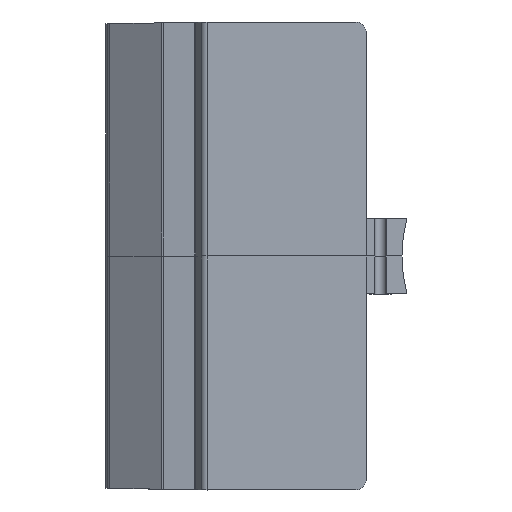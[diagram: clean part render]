
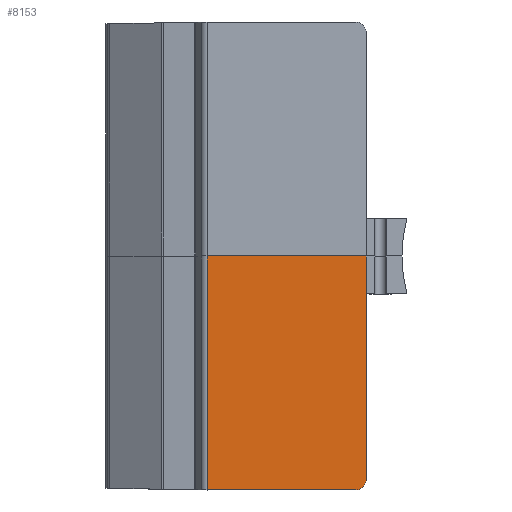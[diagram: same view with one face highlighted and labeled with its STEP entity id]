
A CAD part, top view. The second image highlights one B-rep face of the part: STEP entity #8153.
In plain terms, the highlighted planar face has unit normal (0, 0, 1).
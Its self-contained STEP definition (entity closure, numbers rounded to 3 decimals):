
#4680 = PLANE('',#4681);
#4681 = AXIS2_PLACEMENT_3D('',#4682,#4683,#4684);
#4682 = CARTESIAN_POINT('',(-1.862,-111.66,-4.301));
#4683 = DIRECTION('',(0.,-1.,0.));
#4684 = DIRECTION('',(0.,0.,-1.));
#4713 = CYLINDRICAL_SURFACE('',#4714,2.6);
#4714 = AXIS2_PLACEMENT_3D('',#4715,#4716,#4717);
#4715 = CARTESIAN_POINT('',(27.57,-109.06,0.));
#4716 = DIRECTION('',(0.,0.,1.));
#4717 = DIRECTION('',(1.,0.,0.));
#4741 = PLANE('',#4742);
#4742 = AXIS2_PLACEMENT_3D('',#4743,#4744,#4745);
#4743 = CARTESIAN_POINT('',(30.17,-111.66,0.));
#4744 = DIRECTION('',(1.,0.,0.));
#4745 = DIRECTION('',(0.,0.,1.));
#5117 = VERTEX_POINT('',#5118);
#5118 = CARTESIAN_POINT('',(-7.83,-111.66,0.));
#5156 = CYLINDRICAL_SURFACE('',#5157,1.665);
#5157 = AXIS2_PLACEMENT_3D('',#5158,#5159,#5160);
#5158 = CARTESIAN_POINT('',(-7.83,-111.66,-1.665));
#5159 = DIRECTION('',(0.,-1.,0.));
#5160 = DIRECTION('',(1.,0.,0.));
#6369 = EDGE_CURVE('',#5117,#6370,#6372,.T.);
#6370 = VERTEX_POINT('',#6371);
#6371 = CARTESIAN_POINT('',(27.57,-111.66,0.));
#6372 = SURFACE_CURVE('',#6373,(#6377,#6384),.PCURVE_S1.);
#6373 = LINE('',#6374,#6375);
#6374 = CARTESIAN_POINT('',(-7.83,-111.66,0.));
#6375 = VECTOR('',#6376,1.);
#6376 = DIRECTION('',(1.,0.,0.));
#6377 = PCURVE('',#4680,#6378);
#6378 = DEFINITIONAL_REPRESENTATION('',(#6379),#6383);
#6379 = LINE('',#6380,#6381);
#6380 = CARTESIAN_POINT('',(-4.301,-5.968));
#6381 = VECTOR('',#6382,1.);
#6382 = DIRECTION('',(-0.,1.));
#6383 = ( GEOMETRIC_REPRESENTATION_CONTEXT(2) 
PARAMETRIC_REPRESENTATION_CONTEXT() REPRESENTATION_CONTEXT('2D SPACE',''
  ) );
#6384 = PCURVE('',#6385,#6390);
#6385 = PLANE('',#6386);
#6386 = AXIS2_PLACEMENT_3D('',#6387,#6388,#6389);
#6387 = CARTESIAN_POINT('',(-7.83,-111.66,0.));
#6388 = DIRECTION('',(0.,0.,1.));
#6389 = DIRECTION('',(-1.,0.,0.));
#6390 = DEFINITIONAL_REPRESENTATION('',(#6391),#6395);
#6391 = LINE('',#6392,#6393);
#6392 = CARTESIAN_POINT('',(-0.,0.));
#6393 = VECTOR('',#6394,1.);
#6394 = DIRECTION('',(-1.,0.));
#6395 = ( GEOMETRIC_REPRESENTATION_CONTEXT(2) 
PARAMETRIC_REPRESENTATION_CONTEXT() REPRESENTATION_CONTEXT('2D SPACE',''
  ) );
#6835 = VERTEX_POINT('',#6836);
#6836 = CARTESIAN_POINT('',(30.17,-64.88,0.));
#6871 = PLANE('',#6872);
#6872 = AXIS2_PLACEMENT_3D('',#6873,#6874,#6875);
#6873 = CARTESIAN_POINT('',(32.17,-55.83,0.));
#6874 = DIRECTION('',(0.,0.,1.));
#6875 = DIRECTION('',(1.,0.,0.));
#6887 = VERTEX_POINT('',#6888);
#6888 = CARTESIAN_POINT('',(30.17,-109.06,0.));
#6909 = EDGE_CURVE('',#6887,#6835,#6910,.T.);
#6910 = SURFACE_CURVE('',#6911,(#6915,#6922),.PCURVE_S1.);
#6911 = LINE('',#6912,#6913);
#6912 = CARTESIAN_POINT('',(30.17,-111.66,0.));
#6913 = VECTOR('',#6914,1.);
#6914 = DIRECTION('',(0.,1.,0.));
#6915 = PCURVE('',#4741,#6916);
#6916 = DEFINITIONAL_REPRESENTATION('',(#6917),#6921);
#6917 = LINE('',#6918,#6919);
#6918 = CARTESIAN_POINT('',(-0.,0.));
#6919 = VECTOR('',#6920,1.);
#6920 = DIRECTION('',(-0.,-1.));
#6921 = ( GEOMETRIC_REPRESENTATION_CONTEXT(2) 
PARAMETRIC_REPRESENTATION_CONTEXT() REPRESENTATION_CONTEXT('2D SPACE',''
  ) );
#6922 = PCURVE('',#6385,#6923);
#6923 = DEFINITIONAL_REPRESENTATION('',(#6924),#6928);
#6924 = LINE('',#6925,#6926);
#6925 = CARTESIAN_POINT('',(-38.,0.));
#6926 = VECTOR('',#6927,1.);
#6927 = DIRECTION('',(0.,-1.));
#6928 = ( GEOMETRIC_REPRESENTATION_CONTEXT(2) 
PARAMETRIC_REPRESENTATION_CONTEXT() REPRESENTATION_CONTEXT('2D SPACE',''
  ) );
#6935 = EDGE_CURVE('',#6370,#6887,#6936,.T.);
#6936 = SURFACE_CURVE('',#6937,(#6942,#6949),.PCURVE_S1.);
#6937 = CIRCLE('',#6938,2.6);
#6938 = AXIS2_PLACEMENT_3D('',#6939,#6940,#6941);
#6939 = CARTESIAN_POINT('',(27.57,-109.06,0.));
#6940 = DIRECTION('',(0.,0.,1.));
#6941 = DIRECTION('',(1.,0.,0.));
#6942 = PCURVE('',#4713,#6943);
#6943 = DEFINITIONAL_REPRESENTATION('',(#6944),#6948);
#6944 = LINE('',#6945,#6946);
#6945 = CARTESIAN_POINT('',(0.,0.));
#6946 = VECTOR('',#6947,1.);
#6947 = DIRECTION('',(1.,0.));
#6948 = ( GEOMETRIC_REPRESENTATION_CONTEXT(2) 
PARAMETRIC_REPRESENTATION_CONTEXT() REPRESENTATION_CONTEXT('2D SPACE',''
  ) );
#6949 = PCURVE('',#6385,#6950);
#6950 = DEFINITIONAL_REPRESENTATION('',(#6951),#6955);
#6951 = CIRCLE('',#6952,2.6);
#6952 = AXIS2_PLACEMENT_2D('',#6953,#6954);
#6953 = CARTESIAN_POINT('',(-35.4,-2.6));
#6954 = DIRECTION('',(-1.,0.));
#6955 = ( GEOMETRIC_REPRESENTATION_CONTEXT(2) 
PARAMETRIC_REPRESENTATION_CONTEXT() REPRESENTATION_CONTEXT('2D SPACE',''
  ) );
#7310 = EDGE_CURVE('',#5117,#7311,#7313,.T.);
#7311 = VERTEX_POINT('',#7312);
#7312 = CARTESIAN_POINT('',(-7.83,-55.83,0.));
#7313 = SURFACE_CURVE('',#7314,(#7318,#7325),.PCURVE_S1.);
#7314 = LINE('',#7315,#7316);
#7315 = CARTESIAN_POINT('',(-7.83,-111.66,0.));
#7316 = VECTOR('',#7317,1.);
#7317 = DIRECTION('',(0.,1.,0.));
#7318 = PCURVE('',#5156,#7319);
#7319 = DEFINITIONAL_REPRESENTATION('',(#7320),#7324);
#7320 = LINE('',#7321,#7322);
#7321 = CARTESIAN_POINT('',(1.571,0.));
#7322 = VECTOR('',#7323,1.);
#7323 = DIRECTION('',(0.,-1.));
#7324 = ( GEOMETRIC_REPRESENTATION_CONTEXT(2) 
PARAMETRIC_REPRESENTATION_CONTEXT() REPRESENTATION_CONTEXT('2D SPACE',''
  ) );
#7325 = PCURVE('',#6385,#7326);
#7326 = DEFINITIONAL_REPRESENTATION('',(#7327),#7331);
#7327 = LINE('',#7328,#7329);
#7328 = CARTESIAN_POINT('',(-0.,0.));
#7329 = VECTOR('',#7330,1.);
#7330 = DIRECTION('',(0.,-1.));
#7331 = ( GEOMETRIC_REPRESENTATION_CONTEXT(2) 
PARAMETRIC_REPRESENTATION_CONTEXT() REPRESENTATION_CONTEXT('2D SPACE',''
  ) );
#7377 = PLANE('',#7378);
#7378 = AXIS2_PLACEMENT_3D('',#7379,#7380,#7381);
#7379 = CARTESIAN_POINT('',(-7.83,0.,0.));
#7380 = DIRECTION('',(0.,0.,1.));
#7381 = DIRECTION('',(1.,0.,0.));
#8153 = ADVANCED_FACE('',(#8154),#6385,.T.);
#8154 = FACE_BOUND('',#8155,.F.);
#8155 = EDGE_LOOP('',(#8156,#8157,#8158,#8181,#8202,#8203));
#8156 = ORIENTED_EDGE('',*,*,#6369,.F.);
#8157 = ORIENTED_EDGE('',*,*,#7310,.T.);
#8158 = ORIENTED_EDGE('',*,*,#8159,.T.);
#8159 = EDGE_CURVE('',#7311,#8160,#8162,.T.);
#8160 = VERTEX_POINT('',#8161);
#8161 = CARTESIAN_POINT('',(30.17,-55.83,0.));
#8162 = SURFACE_CURVE('',#8163,(#8167,#8174),.PCURVE_S1.);
#8163 = LINE('',#8164,#8165);
#8164 = CARTESIAN_POINT('',(-7.83,-55.83,0.));
#8165 = VECTOR('',#8166,1.);
#8166 = DIRECTION('',(1.,0.,0.));
#8167 = PCURVE('',#6385,#8168);
#8168 = DEFINITIONAL_REPRESENTATION('',(#8169),#8173);
#8169 = LINE('',#8170,#8171);
#8170 = CARTESIAN_POINT('',(0.,-55.83));
#8171 = VECTOR('',#8172,1.);
#8172 = DIRECTION('',(-1.,0.));
#8173 = ( GEOMETRIC_REPRESENTATION_CONTEXT(2) 
PARAMETRIC_REPRESENTATION_CONTEXT() REPRESENTATION_CONTEXT('2D SPACE',''
  ) );
#8174 = PCURVE('',#7377,#8175);
#8175 = DEFINITIONAL_REPRESENTATION('',(#8176),#8180);
#8176 = LINE('',#8177,#8178);
#8177 = CARTESIAN_POINT('',(0.,-55.83));
#8178 = VECTOR('',#8179,1.);
#8179 = DIRECTION('',(1.,0.));
#8180 = ( GEOMETRIC_REPRESENTATION_CONTEXT(2) 
PARAMETRIC_REPRESENTATION_CONTEXT() REPRESENTATION_CONTEXT('2D SPACE',''
  ) );
#8181 = ORIENTED_EDGE('',*,*,#8182,.F.);
#8182 = EDGE_CURVE('',#6835,#8160,#8183,.T.);
#8183 = SURFACE_CURVE('',#8184,(#8188,#8195),.PCURVE_S1.);
#8184 = LINE('',#8185,#8186);
#8185 = CARTESIAN_POINT('',(30.17,-111.66,0.));
#8186 = VECTOR('',#8187,1.);
#8187 = DIRECTION('',(0.,1.,0.));
#8188 = PCURVE('',#6385,#8189);
#8189 = DEFINITIONAL_REPRESENTATION('',(#8190),#8194);
#8190 = LINE('',#8191,#8192);
#8191 = CARTESIAN_POINT('',(-38.,0.));
#8192 = VECTOR('',#8193,1.);
#8193 = DIRECTION('',(0.,-1.));
#8194 = ( GEOMETRIC_REPRESENTATION_CONTEXT(2) 
PARAMETRIC_REPRESENTATION_CONTEXT() REPRESENTATION_CONTEXT('2D SPACE',''
  ) );
#8195 = PCURVE('',#6871,#8196);
#8196 = DEFINITIONAL_REPRESENTATION('',(#8197),#8201);
#8197 = LINE('',#8198,#8199);
#8198 = CARTESIAN_POINT('',(-2.,-55.83));
#8199 = VECTOR('',#8200,1.);
#8200 = DIRECTION('',(0.,1.));
#8201 = ( GEOMETRIC_REPRESENTATION_CONTEXT(2) 
PARAMETRIC_REPRESENTATION_CONTEXT() REPRESENTATION_CONTEXT('2D SPACE',''
  ) );
#8202 = ORIENTED_EDGE('',*,*,#6909,.F.);
#8203 = ORIENTED_EDGE('',*,*,#6935,.F.);
